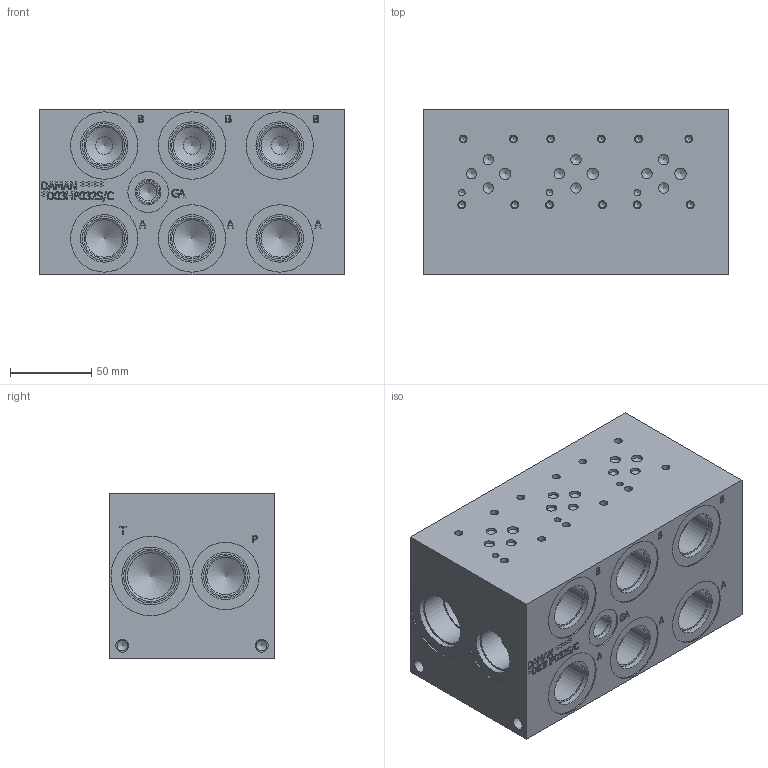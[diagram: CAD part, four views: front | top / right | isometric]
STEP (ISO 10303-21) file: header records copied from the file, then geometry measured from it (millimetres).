
FILE_DESCRIPTION(/* description */ (''),/* implementation_level */ '2;1');
FILE_NAME(/* name */ '_D03HP032S_C.stp',/* time_stamp */ '2022-10-28T12:50:57-04:00',/* author */ ('bobbyh'),/* organization */ (''),/* preprocessor_version */ 'ST-DEVELOPER v18',/* originating_system */ 'Autodesk Inventor 2020',/* authorisation */ '');
FILE_SCHEMA (('AUTOMOTIVE_DESIGN { 1 0 10303 214 3 1 1 }'));
Length unit declared in the file: millimetre
Products named in the file (1): Part_AD03HP032S_C_3D
Bounding box: 187.32 x 101.6 x 101.6 mm (x, y, z)
Volume: 1675709 mm3; surface area: 136272.2 mm2
Topology: 1 solids, 1 shells, 796 faces, 2155 edges, 1464 vertices
Faces by surface type: plane 423, bspline 201, cylinder 111, cone 61
Full cylindrical faces by diameter (mm): 3.785 x12, 3.962 x3, 4.826 x12, 6.35 x9, 6.528 x4, 7.137 x3, 7.925 x4, 10.719 x4, 12.9 x1, 14.275 x1, 15.596 x1, 19.05 x1, 23.012 x8, 24.917 x8, 25.019 x1, 26.99 x8, 28.575 x2, 28.62 x1, 29.185 x8, 31.267 x2, 31.344 x1, 33.34 x3, 33.71 x1, 35.509 x2, 41.453 x8, 44.45 x1, 48.971 x2
Entity records: 26561 total; most frequent: CARTESIAN_POINT 6986, ORIENTED_EDGE 4224, DIRECTION 3285, EDGE_CURVE 2112, VERTEX_POINT 1464, LINE 1327, VECTOR 1327, AXIS2_PLACEMENT_3D 979
